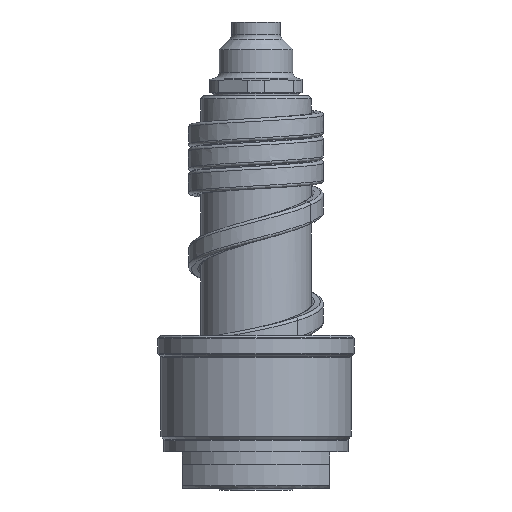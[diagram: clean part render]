
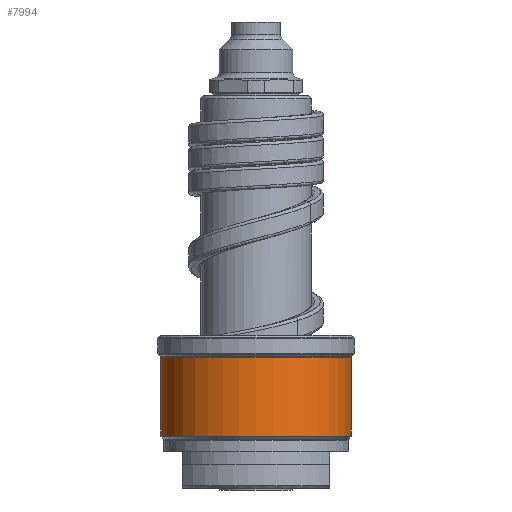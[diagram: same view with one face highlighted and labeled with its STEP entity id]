
A CAD part, front view. The second image highlights one B-rep face of the part: STEP entity #7994.
In plain terms, the highlighted cylindrical face has radius 15.5 mm (diameter 31 mm), a partial arc.
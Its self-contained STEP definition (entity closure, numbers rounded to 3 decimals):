
#1433=CARTESIAN_POINT('',(0.,0.,8.583));
#1434=DIRECTION('',(0.,0.,1.));
#1435=DIRECTION('',(-1.,0.,0.));
#1436=AXIS2_PLACEMENT_3D('',#1433,#1434,#1435);
#1438=DIRECTION('',(0.,0.,-1.));
#1439=VECTOR('',#1438,12.835);
#1440=CARTESIAN_POINT('',(-15.5,0.,21.417));
#1441=LINE('',#1440,#1439);
#1442=CARTESIAN_POINT('',(0.,0.,21.417));
#1443=DIRECTION('',(0.,0.,1.));
#1444=DIRECTION('',(-1.,0.,0.));
#1445=AXIS2_PLACEMENT_3D('',#1442,#1443,#1444);
#1447=DIRECTION('',(0.,0.,-1.));
#1448=VECTOR('',#1447,12.835);
#1449=CARTESIAN_POINT('',(15.5,0.,21.417));
#1450=LINE('',#1449,#1448);
#5648=CARTESIAN_POINT('',(15.5,0.,21.417));
#5649=CARTESIAN_POINT('',(-15.5,0.,21.417));
#5650=VERTEX_POINT('',#5648);
#5651=VERTEX_POINT('',#5649);
#5674=CARTESIAN_POINT('',(15.5,0.,8.583));
#5675=VERTEX_POINT('',#5674);
#5676=CARTESIAN_POINT('',(-15.5,0.,8.583));
#5677=VERTEX_POINT('',#5676);
#7982=CARTESIAN_POINT('',(0.,0.,7.15));
#7983=DIRECTION('',(0.,0.,1.));
#7984=DIRECTION('',(-1.,0.,0.));
#7985=AXIS2_PLACEMENT_3D('',#7982,#7983,#7984);
#7986=CYLINDRICAL_SURFACE('',#7985,15.5);
#7987=ORIENTED_EDGE('',*,*,#7954,.F.);
#7988=ORIENTED_EDGE('',*,*,#7972,.F.);
#7990=ORIENTED_EDGE('',*,*,#7989,.T.);
#7991=ORIENTED_EDGE('',*,*,#7968,.T.);
#7992=EDGE_LOOP('',(#7987,#7988,#7990,#7991));
#7993=FACE_OUTER_BOUND('',#7992,.F.);
#1437=CIRCLE('',#1436,15.5);
#1446=CIRCLE('',#1445,15.5);
#7954=EDGE_CURVE('',#5677,#5675,#1437,.T.);
#7968=EDGE_CURVE('',#5650,#5675,#1450,.T.);
#7972=EDGE_CURVE('',#5651,#5677,#1441,.T.);
#7989=EDGE_CURVE('',#5651,#5650,#1446,.T.);
#7994=ADVANCED_FACE('',(#7993),#7986,.T.);
